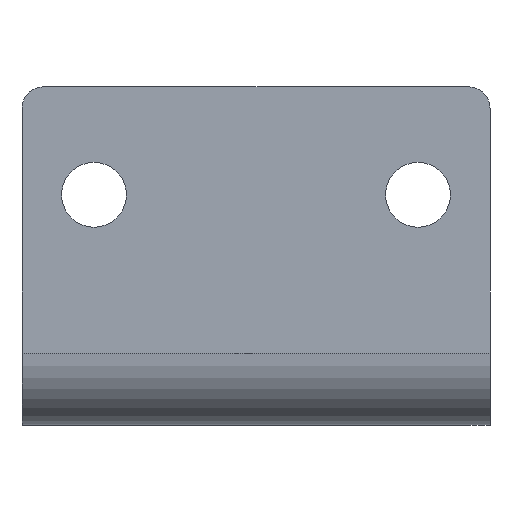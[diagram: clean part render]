
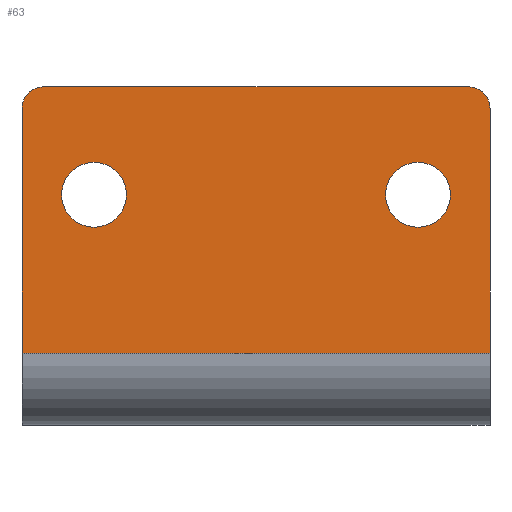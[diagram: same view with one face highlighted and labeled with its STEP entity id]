
A CAD part, front view. The second image highlights one B-rep face of the part: STEP entity #63.
In plain terms, the highlighted planar face has unit normal (0, -1, 0).
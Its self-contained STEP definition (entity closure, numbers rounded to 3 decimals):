
#48 = CARTESIAN_POINT ( 'NONE',  ( -22.5, -5., 31.5 ) ) ;
#63 = ADVANCED_FACE ( 'NONE', ( #805, #422, #815 ), #407, .T. ) ;
#64 = CARTESIAN_POINT ( 'NONE',  ( -32.5, -5., 5. ) ) ;
#66 = CARTESIAN_POINT ( 'NONE',  ( -32.5, -5., 42. ) ) ;
#73 = AXIS2_PLACEMENT_3D ( 'NONE', #182, #499, #567 ) ;
#84 = DIRECTION ( 'NONE',  ( 0., 0., -1. ) ) ;
#87 = DIRECTION ( 'NONE',  ( 0., 1., 0. ) ) ;
#90 = CARTESIAN_POINT ( 'NONE',  ( 22.5, -5., 27. ) ) ;
#101 = CIRCLE ( 'NONE', #326, 4.5 ) ;
#107 = DIRECTION ( 'NONE',  ( 1., 0., 0. ) ) ;
#109 = VERTEX_POINT ( 'NONE', #402 ) ;
#120 = VERTEX_POINT ( 'NONE', #495 ) ;
#124 = EDGE_CURVE ( 'NONE', #247, #350, #493, .T. ) ;
#133 = CIRCLE ( 'NONE', #73, 3. ) ;
#137 = DIRECTION ( 'NONE',  ( 0., 0., -1. ) ) ;
#138 = DIRECTION ( 'NONE',  ( 0., -1., 0. ) ) ;
#139 = CARTESIAN_POINT ( 'NONE',  ( 29.5, -5., 39. ) ) ;
#148 = VECTOR ( 'NONE', #162, 1000. ) ;
#149 = EDGE_CURVE ( 'NONE', #350, #120, #582, .T. ) ;
#152 = DIRECTION ( 'NONE',  ( 0., 0., -1. ) ) ;
#155 = DIRECTION ( 'NONE',  ( 0., 1., 0. ) ) ;
#159 = CARTESIAN_POINT ( 'NONE',  ( -22.5, -5., 27. ) ) ;
#162 = DIRECTION ( 'NONE',  ( 0., 0., -1. ) ) ;
#182 = CARTESIAN_POINT ( 'NONE',  ( -29.5, -5., 39. ) ) ;
#183 = LINE ( 'NONE', #209, #148 ) ;
#186 = CIRCLE ( 'NONE', #462, 4.5 ) ;
#189 = CIRCLE ( 'NONE', #319, 3. ) ;
#191 = EDGE_CURVE ( 'NONE', #772, #637, #186, .T. ) ;
#209 = CARTESIAN_POINT ( 'NONE',  ( 32.5, -5., -5. ) ) ;
#247 = VERTEX_POINT ( 'NONE', #660 ) ;
#269 = LINE ( 'NONE', #66, #270 ) ;
#270 = VECTOR ( 'NONE', #107, 1000. ) ;
#278 = CARTESIAN_POINT ( 'NONE',  ( 22.5, -5., 22.5 ) ) ;
#292 = AXIS2_PLACEMENT_3D ( 'NONE', #90, #87, #84 ) ;
#319 = AXIS2_PLACEMENT_3D ( 'NONE', #139, #138, #137 ) ;
#326 = AXIS2_PLACEMENT_3D ( 'NONE', #159, #155, #152 ) ;
#328 = CARTESIAN_POINT ( 'NONE',  ( 22.5, -5., 27. ) ) ;
#350 = VERTEX_POINT ( 'NONE', #64 ) ;
#367 = CARTESIAN_POINT ( 'NONE',  ( 32.5, -5., 39. ) ) ;
#402 = CARTESIAN_POINT ( 'NONE',  ( 29.5, -5., 42. ) ) ;
#403 = CIRCLE ( 'NONE', #828, 4.5 ) ;
#407 = PLANE ( 'NONE',  #531 ) ;
#408 = VERTEX_POINT ( 'NONE', #367 ) ;
#419 = CARTESIAN_POINT ( 'NONE',  ( -32.5, -5., -5. ) ) ;
#422 = FACE_BOUND ( 'NONE', #859, .T. ) ;
#433 = DIRECTION ( 'NONE',  ( 0., 0., -1. ) ) ;
#443 = CARTESIAN_POINT ( 'NONE',  ( -22.5, -5., 22.5 ) ) ;
#461 = DIRECTION ( 'NONE',  ( 0., -1., 0. ) ) ;
#462 = AXIS2_PLACEMENT_3D ( 'NONE', #522, #604, #612 ) ;
#487 = CIRCLE ( 'NONE', #292, 4.5 ) ;
#493 = LINE ( 'NONE', #587, #761 ) ;
#495 = CARTESIAN_POINT ( 'NONE',  ( 32.5, -5., 5. ) ) ;
#499 = DIRECTION ( 'NONE',  ( 0., -1., 0. ) ) ;
#520 = VERTEX_POINT ( 'NONE', #278 ) ;
#522 = CARTESIAN_POINT ( 'NONE',  ( -22.5, -5., 27. ) ) ;
#531 = AXIS2_PLACEMENT_3D ( 'NONE', #419, #461, #433 ) ;
#564 = ORIENTED_EDGE ( 'NONE', *, *, #778, .T. ) ;
#567 = DIRECTION ( 'NONE',  ( 0., 0., -1. ) ) ;
#568 = ORIENTED_EDGE ( 'NONE', *, *, #623, .T. ) ;
#572 = ORIENTED_EDGE ( 'NONE', *, *, #602, .T. ) ;
#576 = DIRECTION ( 'NONE',  ( 0., 0., -1. ) ) ;
#582 = LINE ( 'NONE', #588, #592 ) ;
#587 = CARTESIAN_POINT ( 'NONE',  ( -32.5, -5., -5. ) ) ;
#588 = CARTESIAN_POINT ( 'NONE',  ( -32.5, -5., 5. ) ) ;
#589 = ORIENTED_EDGE ( 'NONE', *, *, #191, .T. ) ;
#590 = DIRECTION ( 'NONE',  ( 1., 0., 0. ) ) ;
#592 = VECTOR ( 'NONE', #590, 1000. ) ;
#602 = EDGE_CURVE ( 'NONE', #637, #772, #101, .T. ) ;
#604 = DIRECTION ( 'NONE',  ( 0., 1., 0. ) ) ;
#608 = EDGE_CURVE ( 'NONE', #408, #120, #183, .T. ) ;
#612 = DIRECTION ( 'NONE',  ( 0., 0., -1. ) ) ;
#613 = EDGE_CURVE ( 'NONE', #408, #109, #189, .T. ) ;
#623 = EDGE_CURVE ( 'NONE', #690, #520, #487, .T. ) ;
#637 = VERTEX_POINT ( 'NONE', #48 ) ;
#646 = ORIENTED_EDGE ( 'NONE', *, *, #613, .T. ) ;
#647 = ORIENTED_EDGE ( 'NONE', *, *, #608, .F. ) ;
#648 = ORIENTED_EDGE ( 'NONE', *, *, #827, .F. ) ;
#650 = VERTEX_POINT ( 'NONE', #753 ) ;
#657 = EDGE_LOOP ( 'NONE', ( #568, #564 ) ) ;
#660 = CARTESIAN_POINT ( 'NONE',  ( -32.5, -5., 39. ) ) ;
#663 = EDGE_CURVE ( 'NONE', #650, #247, #133, .T. ) ;
#690 = VERTEX_POINT ( 'NONE', #757 ) ;
#693 = ORIENTED_EDGE ( 'NONE', *, *, #124, .T. ) ;
#695 = ORIENTED_EDGE ( 'NONE', *, *, #663, .T. ) ;
#697 = ORIENTED_EDGE ( 'NONE', *, *, #149, .T. ) ;
#737 = DIRECTION ( 'NONE',  ( 0., 1., 0. ) ) ;
#753 = CARTESIAN_POINT ( 'NONE',  ( -29.5, -5., 42. ) ) ;
#757 = CARTESIAN_POINT ( 'NONE',  ( 22.5, -5., 31.5 ) ) ;
#761 = VECTOR ( 'NONE', #576, 1000. ) ;
#762 = DIRECTION ( 'NONE',  ( 0., 0., -1. ) ) ;
#772 = VERTEX_POINT ( 'NONE', #443 ) ;
#778 = EDGE_CURVE ( 'NONE', #520, #690, #403, .T. ) ;
#805 = FACE_BOUND ( 'NONE', #657, .T. ) ;
#815 = FACE_OUTER_BOUND ( 'NONE', #836, .T. ) ;
#827 = EDGE_CURVE ( 'NONE', #650, #109, #269, .T. ) ;
#828 = AXIS2_PLACEMENT_3D ( 'NONE', #328, #737, #762 ) ;
#836 = EDGE_LOOP ( 'NONE', ( #647, #646, #648, #695, #693, #697 ) ) ;
#859 = EDGE_LOOP ( 'NONE', ( #572, #589 ) ) ;
